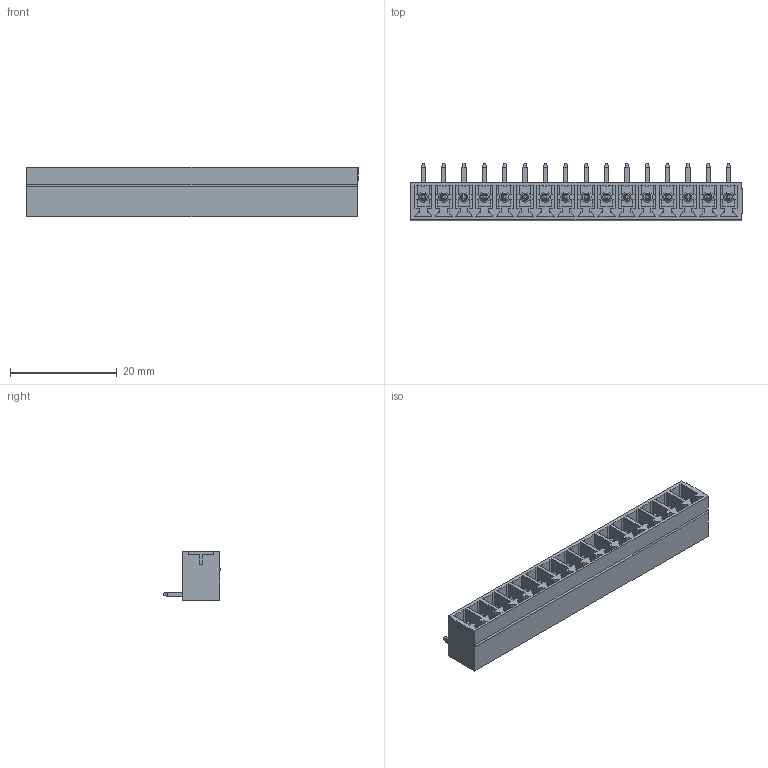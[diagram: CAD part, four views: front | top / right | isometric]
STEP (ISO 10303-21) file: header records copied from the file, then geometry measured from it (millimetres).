
FILE_DESCRIPTION( ( 'Unknown' ), '1' );
FILE_NAME( '691322310016.stp', 'Unknown', ( 'Unknown' ), ( 'Unknown' ), 'PSStep 14.0', 'Unknown', ' ' );
FILE_SCHEMA( ( 'AUTOMOTIVE_DESIGN { 1 0 10303 214 1 1 1 1 }' ) );
Length unit declared in the file: millimetre
Products named in the file (3): Assem1; 6913213000xx_PIN; 691321300016
Assembly tree (17 placements, depth 2):
  Assem1
    6913213000xx_PIN  x16
    691321300016
Bounding box: 62.15 x 10.7 x 9.2 mm (x, y, z)
Volume: 2007.1 mm3; surface area: 5982.8 mm2
Topology: 17 solids, 17 shells, 984 faces, 2642 edges, 1708 vertices
Faces by surface type: plane 901, cylinder 67, torus 16
Full cylindrical faces by diameter (mm): 1.9 x16
Entity records: 29127 total; most frequent: CARTESIAN_POINT 4148, ORIENTED_EDGE 4078, DIRECTION 3653, EDGE_CURVE 2039, LINE 1919, VECTOR 1919, VERTEX_POINT 1362, AXIS2_PLACEMENT_3D 867
